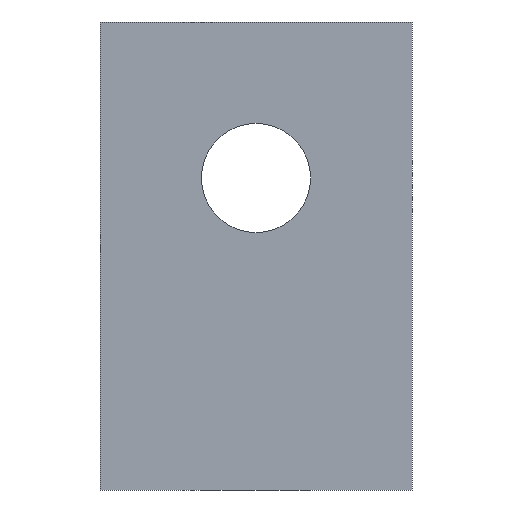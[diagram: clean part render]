
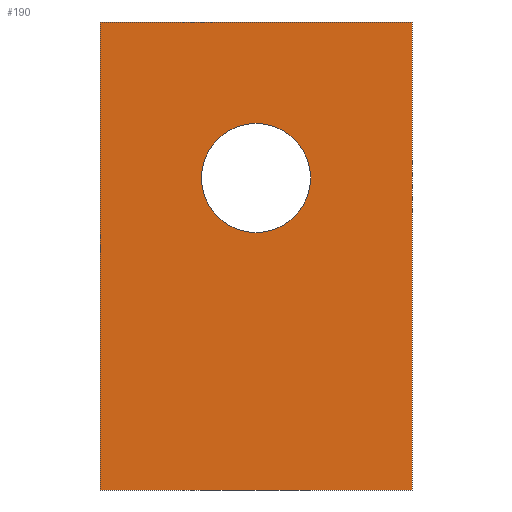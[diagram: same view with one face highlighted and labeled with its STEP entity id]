
A CAD part, front view. The second image highlights one B-rep face of the part: STEP entity #190.
In plain terms, the highlighted planar face has unit normal (0, -1, 0).
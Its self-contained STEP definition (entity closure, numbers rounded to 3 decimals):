
#31=LINE('',#293,#49);
#33=LINE('',#299,#51);
#34=LINE('',#301,#52);
#35=LINE('',#303,#53);
#49=VECTOR('',#241,1000.);
#51=VECTOR('',#247,1000.);
#52=VECTOR('',#248,1000.);
#53=VECTOR('',#249,1000.);
#71=ORIENTED_EDGE('',*,*,#114,.T.);
#72=ORIENTED_EDGE('',*,*,#115,.T.);
#73=ORIENTED_EDGE('',*,*,#116,.F.);
#74=ORIENTED_EDGE('',*,*,#117,.F.);
#75=ORIENTED_EDGE('',*,*,#112,.T.);
#112=EDGE_CURVE('',#134,#133,#31,.T.);
#114=EDGE_CURVE('',#135,#135,#145,.T.);
#115=EDGE_CURVE('',#133,#136,#33,.T.);
#116=EDGE_CURVE('',#137,#136,#34,.T.);
#117=EDGE_CURVE('',#134,#137,#35,.T.);
#133=VERTEX_POINT('',#292);
#134=VERTEX_POINT('',#294);
#135=VERTEX_POINT('',#298);
#136=VERTEX_POINT('',#300);
#137=VERTEX_POINT('',#302);
#145=CIRCLE('',#217,3.5);
#151=EDGE_LOOP('',(#71));
#152=EDGE_LOOP('',(#72,#73,#74,#75));
#167=FACE_BOUND('',#151,.T.);
#168=FACE_BOUND('',#152,.T.);
#182=PLANE('',#216);
#190=ADVANCED_FACE('',(#167,#168),#182,.F.);
#216=AXIS2_PLACEMENT_3D('',#296,#243,#244);
#217=AXIS2_PLACEMENT_3D('',#297,#245,#246);
#241=DIRECTION('',(-1.,0.,0.));
#243=DIRECTION('',(0.,1.,0.));
#244=DIRECTION('',(0.,0.,1.));
#245=DIRECTION('',(0.,1.,0.));
#246=DIRECTION('',(0.,0.,1.));
#247=DIRECTION('',(0.,0.,-1.));
#248=DIRECTION('',(-1.,0.,0.));
#249=DIRECTION('',(0.,0.,-1.));
#292=CARTESIAN_POINT('',(-10.,0.,30.));
#293=CARTESIAN_POINT('',(10.,0.,30.));
#294=CARTESIAN_POINT('',(10.,0.,30.));
#296=CARTESIAN_POINT('',(10.,0.,30.));
#297=CARTESIAN_POINT('',(0.,0.,20.));
#298=CARTESIAN_POINT('',(0.,0.,23.5));
#299=CARTESIAN_POINT('',(-10.,0.,30.));
#300=CARTESIAN_POINT('',(-10.,0.,0.));
#301=CARTESIAN_POINT('',(10.,0.,0.));
#302=CARTESIAN_POINT('',(10.,0.,0.));
#303=CARTESIAN_POINT('',(10.,0.,30.));
